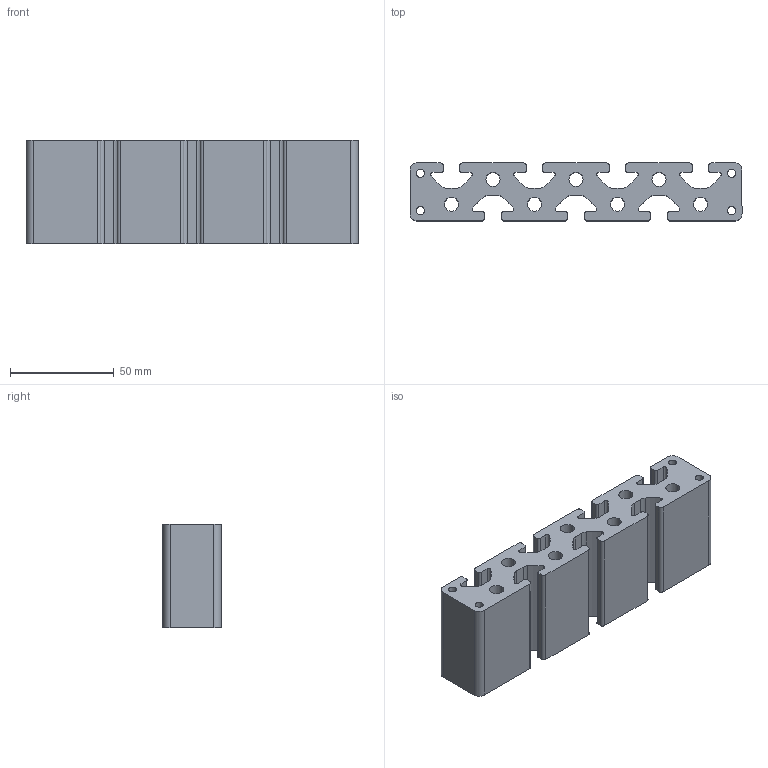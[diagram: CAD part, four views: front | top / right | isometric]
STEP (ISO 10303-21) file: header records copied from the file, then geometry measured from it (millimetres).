
FILE_DESCRIPTION (( 'STEP AP214' ), '1' );
FILE_NAME ('BASE08E0196-Profilé 8 160x28 lourd.step', '2023-03-24T09:43:23', ( 'Altae' ), ( '' ), 'SwSTEP 2.0', 'SolidWorks 2021', '' );
FILE_SCHEMA (( 'AUTOMOTIVE_DESIGN' ));
Length unit declared in the file: millimetre
Products named in the file (1): BASE08E0196-Profilé 8 160x28 lourd
Bounding box: 160 x 28 x 50 mm (x, y, z)
Volume: 153906.5 mm3; surface area: 47872.7 mm2
Topology: 1 solids, 1 shells, 151 faces, 447 edges, 298 vertices
Faces by surface type: cylinder 103, plane 48
Entity records: 5225 total; most frequent: DIRECTION 957, CARTESIAN_POINT 897, ORIENTED_EDGE 894, EDGE_CURVE 447, AXIS2_PLACEMENT_3D 358, VERTEX_POINT 298, LINE 241, VECTOR 241
